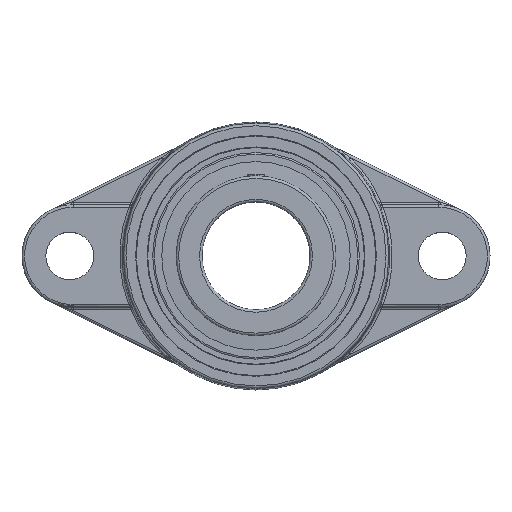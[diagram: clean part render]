
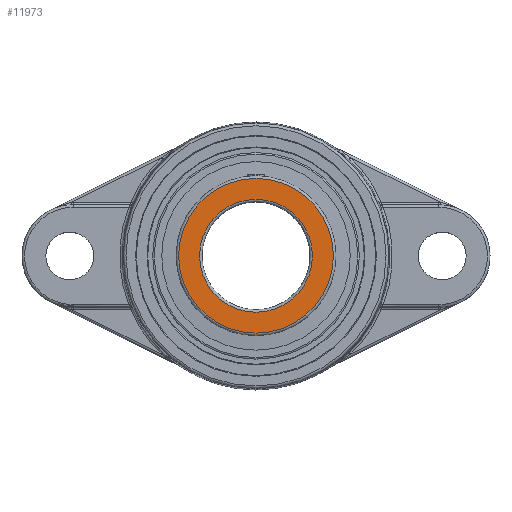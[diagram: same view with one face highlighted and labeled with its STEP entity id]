
A CAD part, top view. The second image highlights one B-rep face of the part: STEP entity #11973.
In plain terms, the highlighted face is planar.
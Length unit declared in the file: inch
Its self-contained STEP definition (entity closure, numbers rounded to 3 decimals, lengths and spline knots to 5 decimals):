
#11924=CARTESIAN_POINT('',(-0.88312,0.,0.));
#11925=VERTEX_POINT('',#11924);
#11935=CARTESIAN_POINT('',(0.,0.,0.));
#11936=DIRECTION('',(0.,0.,-1.));
#11937=DIRECTION('',(1.,-0.,0.));
#11938=AXIS2_PLACEMENT_3D('',#11935,#11936,#11937);
#11939=CIRCLE('',#11938,0.88312);
#11940=EDGE_CURVE('',#11925,#11925,#11939,.T.);
#11945=CARTESIAN_POINT('',(0.,0.,0.));
#11946=DIRECTION('',(0.,0.,1.));
#11947=DIRECTION('',(1.,-0.,0.));
#11948=AXIS2_PLACEMENT_3D('',#11945,#11946,#11947);
#11949=PLANE('',#11948);
#11950=CARTESIAN_POINT('',(-1.21063,0.,0.));
#11951=VERTEX_POINT('',#11950);
#11952=CARTESIAN_POINT('',(1.21063,-0.,0.));
#11953=VERTEX_POINT('',#11952);
#11954=CARTESIAN_POINT('',(0.,0.,0.));
#11955=DIRECTION('',(0.,0.,1.));
#11956=DIRECTION('',(-1.,0.,0.));
#11957=AXIS2_PLACEMENT_3D('',#11954,#11955,#11956);
#11958=CIRCLE('',#11957,1.21063);
#11959=EDGE_CURVE('',#11951,#11953,#11958,.T.);
#11960=ORIENTED_EDGE('',*,*,#11959,.F.);
#11961=CARTESIAN_POINT('',(0.,0.,0.));
#11962=DIRECTION('',(0.,0.,1.));
#11963=DIRECTION('',(-1.,0.,0.));
#11964=AXIS2_PLACEMENT_3D('',#11961,#11962,#11963);
#11965=CIRCLE('',#11964,1.21063);
#11966=EDGE_CURVE('',#11953,#11951,#11965,.T.);
#11967=ORIENTED_EDGE('',*,*,#11966,.F.);
#11968=EDGE_LOOP('',(#11960,#11967));
#11969=FACE_BOUND('',#11968,.T.);
#11970=ORIENTED_EDGE('',*,*,#11940,.F.);
#11971=EDGE_LOOP('',(#11970));
#11972=FACE_BOUND('',#11971,.T.);
#11973=ADVANCED_FACE('',(#11969,#11972),#11949,.F.);
